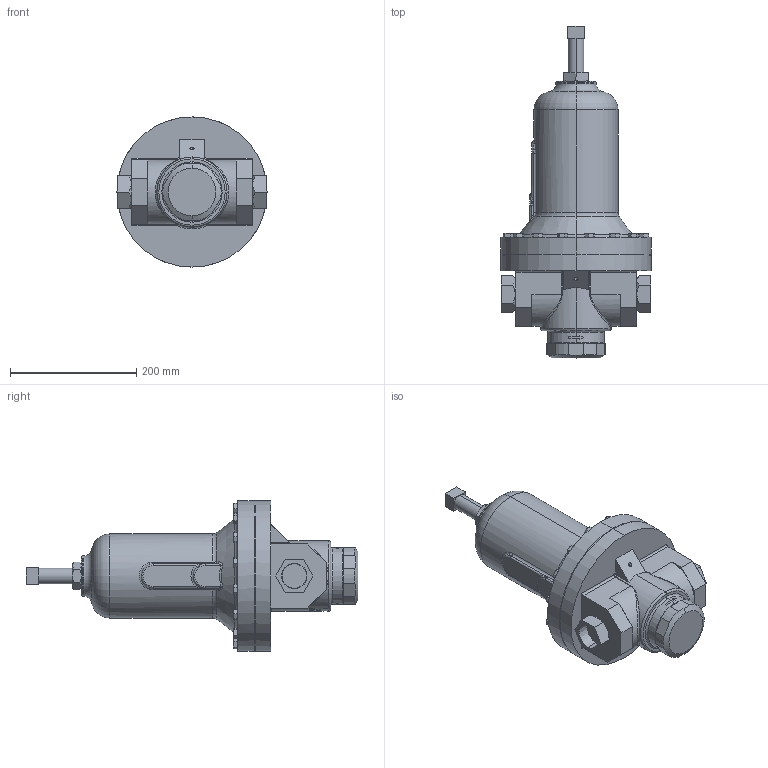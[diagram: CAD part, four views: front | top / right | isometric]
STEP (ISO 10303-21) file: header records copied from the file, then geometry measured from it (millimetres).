
FILE_DESCRIPTION (( 'STEP AP203' ), '1' );
FILE_NAME ('68G-125-DI-PT.STEP', '2017-08-18T16:16:26', ( '' ), ( '' ), 'SwSTEP 2.0', 'SolidWorks 2014', '' );
FILE_SCHEMA (( 'CONFIG_CONTROL_DESIGN' ));
Products named in the file (1): 68G-125-DI-PT
Bounding box: 238.12 x 526.44 x 238.12 mm (x, y, z)
Volume: 7929880.3 mm3; surface area: 303885.1 mm2
Topology: 1 solids, 1 shells, 604 faces, 1498 edges, 932 vertices
Faces by surface type: plane 259, bspline 125, cone 122, cylinder 70, torus 24, sphere 4
Entity records: 42768 total; most frequent: CARTESIAN_POINT 29526, ORIENTED_EDGE 2980, DIRECTION 2315, EDGE_CURVE 1490, VERTEX_POINT 932, AXIS2_PLACEMENT_3D 849, EDGE_LOOP 648, VECTOR 617
